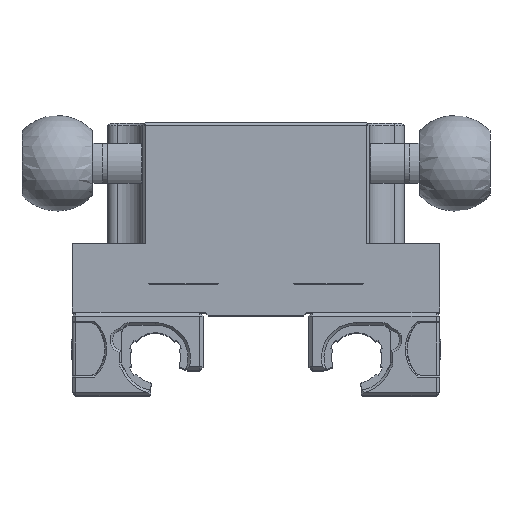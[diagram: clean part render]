
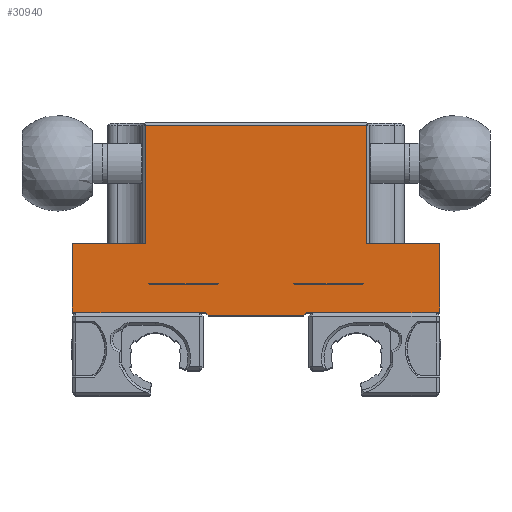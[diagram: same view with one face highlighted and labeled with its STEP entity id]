
A CAD part, top view. The second image highlights one B-rep face of the part: STEP entity #30940.
In plain terms, the highlighted planar face has unit normal (0, 0, 1).
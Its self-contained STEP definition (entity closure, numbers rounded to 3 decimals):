
#910=PLANE('',#32750);
#2041=FACE_BOUND('',#3962,.T.);
#2042=FACE_BOUND('',#3963,.T.);
#2225=FACE_OUTER_BOUND('',#3961,.T.);
#3961=EDGE_LOOP('',(#20101,#20102,#20103,#20104,#20105,#20106,#20107,#20108,
#20109,#20110,#20111,#20112,#20113,#20114,#20115,#20116,#20117,#20118,#20119,
#20120));
#3962=EDGE_LOOP('',(#20121,#20122,#20123,#20124));
#3963=EDGE_LOOP('',(#20125,#20126,#20127,#20128));
#5816=LINE('',#42959,#8785);
#5823=LINE('',#42984,#8792);
#5834=LINE('',#43010,#8803);
#5838=LINE('',#43020,#8807);
#5846=LINE('',#43041,#8815);
#5850=LINE('',#43048,#8819);
#5852=LINE('',#43055,#8821);
#5879=LINE('',#43109,#8848);
#5881=LINE('',#43112,#8850);
#5884=LINE('',#43126,#8853);
#5898=LINE('',#43182,#8867);
#5899=LINE('',#43184,#8868);
#5900=LINE('',#43188,#8869);
#5901=LINE('',#43190,#8870);
#5902=LINE('',#43192,#8871);
#5903=LINE('',#43194,#8872);
#5904=LINE('',#43196,#8873);
#5905=LINE('',#43198,#8874);
#5906=LINE('',#43200,#8875);
#5907=LINE('',#43202,#8876);
#5908=LINE('',#43203,#8877);
#5909=LINE('',#43205,#8878);
#5910=LINE('',#43206,#8879);
#5911=LINE('',#43207,#8880);
#8785=VECTOR('',#35182,1000.);
#8792=VECTOR('',#35201,1000.);
#8803=VECTOR('',#35218,1000.);
#8807=VECTOR('',#35224,1000.);
#8815=VECTOR('',#35240,1000.);
#8819=VECTOR('',#35246,1000.);
#8821=VECTOR('',#35254,1000.);
#8848=VECTOR('',#35283,1000.);
#8850=VECTOR('',#35287,1000.);
#8853=VECTOR('',#35302,1000.);
#8867=VECTOR('',#35342,1000.);
#8868=VECTOR('',#35345,1000.);
#8869=VECTOR('',#35348,1000.);
#8870=VECTOR('',#35349,1000.);
#8871=VECTOR('',#35350,1000.);
#8872=VECTOR('',#35351,1000.);
#8873=VECTOR('',#35352,1000.);
#8874=VECTOR('',#35353,1000.);
#8875=VECTOR('',#35354,1000.);
#8876=VECTOR('',#35355,1000.);
#8877=VECTOR('',#35356,1000.);
#8878=VECTOR('',#35357,1000.);
#8879=VECTOR('',#35358,1000.);
#8880=VECTOR('',#35359,1000.);
#11775=CIRCLE('',#32713,0.3);
#11777=CIRCLE('',#32723,0.3);
#11788=CIRCLE('',#32745,0.3);
#11791=CIRCLE('',#32751,0.3);
#12645=VERTEX_POINT('',#42953);
#12647=VERTEX_POINT('',#42957);
#12650=VERTEX_POINT('',#42964);
#12651=VERTEX_POINT('',#42966);
#12658=VERTEX_POINT('',#42981);
#12659=VERTEX_POINT('',#42983);
#12665=VERTEX_POINT('',#42996);
#12671=VERTEX_POINT('',#43008);
#12675=VERTEX_POINT('',#43017);
#12676=VERTEX_POINT('',#43019);
#12680=VERTEX_POINT('',#43029);
#12683=VERTEX_POINT('',#43034);
#12684=VERTEX_POINT('',#43038);
#12687=VERTEX_POINT('',#43045);
#12715=VERTEX_POINT('',#43107);
#12720=VERTEX_POINT('',#43124);
#12728=VERTEX_POINT('',#43155);
#12737=VERTEX_POINT('',#43180);
#12738=VERTEX_POINT('',#43185);
#12739=VERTEX_POINT('',#43187);
#12740=VERTEX_POINT('',#43189);
#12741=VERTEX_POINT('',#43191);
#12742=VERTEX_POINT('',#43193);
#12743=VERTEX_POINT('',#43195);
#12744=VERTEX_POINT('',#43197);
#12745=VERTEX_POINT('',#43199);
#12746=VERTEX_POINT('',#43201);
#12747=VERTEX_POINT('',#43204);
#15481=EDGE_CURVE('',#12647,#12645,#5816,.T.);
#15484=EDGE_CURVE('',#12650,#12651,#11775,.T.);
#15492=EDGE_CURVE('',#12658,#12659,#5823,.T.);
#15505=EDGE_CURVE('',#12671,#12665,#5834,.T.);
#15509=EDGE_CURVE('',#12675,#12676,#5838,.T.);
#15517=EDGE_CURVE('',#12683,#12680,#11777,.T.);
#15519=EDGE_CURVE('',#12683,#12684,#5846,.T.);
#15523=EDGE_CURVE('',#12687,#12645,#5850,.T.);
#15527=EDGE_CURVE('',#12647,#12651,#5852,.T.);
#15554=EDGE_CURVE('',#12650,#12715,#5879,.T.);
#15556=EDGE_CURVE('',#12658,#12665,#5881,.T.);
#15563=EDGE_CURVE('',#12675,#12720,#5884,.T.);
#15571=EDGE_CURVE('',#12684,#12728,#11788,.T.);
#15586=EDGE_CURVE('',#12737,#12687,#5898,.T.);
#15587=EDGE_CURVE('',#12737,#12728,#5899,.T.);
#15588=EDGE_CURVE('',#12738,#12715,#11791,.T.);
#15589=EDGE_CURVE('',#12738,#12739,#5900,.T.);
#15590=EDGE_CURVE('',#12740,#12739,#5901,.T.);
#15591=EDGE_CURVE('',#12740,#12741,#5902,.T.);
#15592=EDGE_CURVE('',#12741,#12742,#5903,.T.);
#15593=EDGE_CURVE('',#12743,#12742,#5904,.T.);
#15594=EDGE_CURVE('',#12743,#12744,#5905,.T.);
#15595=EDGE_CURVE('',#12744,#12745,#5906,.T.);
#15596=EDGE_CURVE('',#12745,#12746,#5907,.T.);
#15597=EDGE_CURVE('',#12746,#12680,#5908,.T.);
#15598=EDGE_CURVE('',#12747,#12720,#5909,.T.);
#15599=EDGE_CURVE('',#12747,#12676,#5910,.T.);
#15600=EDGE_CURVE('',#12671,#12659,#5911,.T.);
#20101=ORIENTED_EDGE('',*,*,#15517,.F.);
#20102=ORIENTED_EDGE('',*,*,#15519,.T.);
#20103=ORIENTED_EDGE('',*,*,#15571,.T.);
#20104=ORIENTED_EDGE('',*,*,#15587,.F.);
#20105=ORIENTED_EDGE('',*,*,#15586,.T.);
#20106=ORIENTED_EDGE('',*,*,#15523,.T.);
#20107=ORIENTED_EDGE('',*,*,#15481,.F.);
#20108=ORIENTED_EDGE('',*,*,#15527,.T.);
#20109=ORIENTED_EDGE('',*,*,#15484,.F.);
#20110=ORIENTED_EDGE('',*,*,#15554,.T.);
#20111=ORIENTED_EDGE('',*,*,#15588,.F.);
#20112=ORIENTED_EDGE('',*,*,#15589,.T.);
#20113=ORIENTED_EDGE('',*,*,#15590,.F.);
#20114=ORIENTED_EDGE('',*,*,#15591,.T.);
#20115=ORIENTED_EDGE('',*,*,#15592,.T.);
#20116=ORIENTED_EDGE('',*,*,#15593,.F.);
#20117=ORIENTED_EDGE('',*,*,#15594,.T.);
#20118=ORIENTED_EDGE('',*,*,#15595,.T.);
#20119=ORIENTED_EDGE('',*,*,#15596,.T.);
#20120=ORIENTED_EDGE('',*,*,#15597,.T.);
#20121=ORIENTED_EDGE('',*,*,#15509,.F.);
#20122=ORIENTED_EDGE('',*,*,#15563,.T.);
#20123=ORIENTED_EDGE('',*,*,#15598,.F.);
#20124=ORIENTED_EDGE('',*,*,#15599,.T.);
#20125=ORIENTED_EDGE('',*,*,#15600,.T.);
#20126=ORIENTED_EDGE('',*,*,#15492,.F.);
#20127=ORIENTED_EDGE('',*,*,#15556,.T.);
#20128=ORIENTED_EDGE('',*,*,#15505,.F.);
#30940=ADVANCED_FACE('',(#2225,#2041,#2042),#910,.T.);
#32713=AXIS2_PLACEMENT_3D('',#42967,#35188,#35189);
#32723=AXIS2_PLACEMENT_3D('',#43036,#35235,#35236);
#32745=AXIS2_PLACEMENT_3D('',#43156,#35320,#35321);
#32750=AXIS2_PLACEMENT_3D('',#43183,#35343,#35344);
#32751=AXIS2_PLACEMENT_3D('',#43186,#35346,#35347);
#35182=DIRECTION('',(-0.707,-0.707,0.));
#35188=DIRECTION('center_axis',(0.,0.,-1.));
#35189=DIRECTION('ref_axis',(1.,0.,0.));
#35201=DIRECTION('',(0.707,0.707,0.));
#35218=DIRECTION('',(0.707,-0.707,0.));
#35224=DIRECTION('',(0.707,0.707,0.));
#35235=DIRECTION('center_axis',(0.,0.,-1.));
#35236=DIRECTION('ref_axis',(-1.,0.,0.));
#35240=DIRECTION('',(0.,-1.,0.));
#35246=DIRECTION('',(1.,0.,0.));
#35254=DIRECTION('',(1.,0.,0.));
#35283=DIRECTION('',(0.,1.,0.));
#35287=DIRECTION('',(-1.,0.,0.));
#35302=DIRECTION('',(-1.,0.,0.));
#35320=DIRECTION('center_axis',(0.,0.,1.));
#35321=DIRECTION('ref_axis',(-1.,0.,0.));
#35342=DIRECTION('',(0.707,-0.707,0.));
#35343=DIRECTION('center_axis',(0.,0.,1.));
#35344=DIRECTION('ref_axis',(1.,0.,0.));
#35345=DIRECTION('',(-1.,0.,0.));
#35346=DIRECTION('center_axis',(0.,0.,-1.));
#35347=DIRECTION('ref_axis',(-1.,0.,0.));
#35348=DIRECTION('',(1.,0.,0.));
#35349=DIRECTION('',(0.,-1.,0.));
#35350=DIRECTION('',(-1.,0.,0.));
#35351=DIRECTION('',(0.,1.,0.));
#35352=DIRECTION('',(1.,0.,0.));
#35353=DIRECTION('',(0.,-1.,0.));
#35354=DIRECTION('',(-1.,0.,0.));
#35355=DIRECTION('',(0.,-1.,0.));
#35356=DIRECTION('',(1.,0.,0.));
#35357=DIRECTION('',(0.707,-0.707,0.));
#35358=DIRECTION('',(1.,0.,0.));
#35359=DIRECTION('',(1.,0.,0.));
#42953=CARTESIAN_POINT('',(9.5,-0.5,50.));
#42957=CARTESIAN_POINT('',(10.,0.,50.));
#42959=CARTESIAN_POINT('',(9.5,-0.5,50.));
#42964=CARTESIAN_POINT('',(36.5,0.3,50.));
#42966=CARTESIAN_POINT('',(36.2,0.,50.));
#42967=CARTESIAN_POINT('Origin',(36.2,0.3,50.));
#42981=CARTESIAN_POINT('',(21.12,5.5,50.));
#42983=CARTESIAN_POINT('',(21.32,5.7,50.));
#42984=CARTESIAN_POINT('',(21.5,5.88,50.));
#42996=CARTESIAN_POINT('',(7.7,5.5,50.));
#43008=CARTESIAN_POINT('',(7.5,5.7,50.));
#43010=CARTESIAN_POINT('',(7.7,5.5,50.));
#43017=CARTESIAN_POINT('',(-7.7,5.5,50.));
#43019=CARTESIAN_POINT('',(-7.5,5.7,50.));
#43020=CARTESIAN_POINT('',(-7.5,5.7,50.));
#43029=CARTESIAN_POINT('',(-36.493,5.7,50.));
#43034=CARTESIAN_POINT('',(-36.5,5.636,50.));
#43036=CARTESIAN_POINT('Origin',(-36.2,5.636,50.));
#43038=CARTESIAN_POINT('',(-36.5,0.3,50.));
#43041=CARTESIAN_POINT('',(-36.5,2.658,50.));
#43045=CARTESIAN_POINT('',(-9.5,-0.5,50.));
#43048=CARTESIAN_POINT('',(0.,-0.5,50.));
#43055=CARTESIAN_POINT('',(0.,0.,
50.));
#43107=CARTESIAN_POINT('',(36.5,5.636,50.));
#43109=CARTESIAN_POINT('',(36.5,2.658,50.));
#43112=CARTESIAN_POINT('',(0.,5.5,50.));
#43124=CARTESIAN_POINT('',(-21.12,5.5,50.));
#43126=CARTESIAN_POINT('',(0.,5.5,50.));
#43155=CARTESIAN_POINT('',(-36.2,0.,50.));
#43156=CARTESIAN_POINT('Origin',(-36.2,0.3,50.));
#43180=CARTESIAN_POINT('',(-10.,0.,50.));
#43182=CARTESIAN_POINT('',(-10.,0.,50.));
#43183=CARTESIAN_POINT('Origin',(0.,2.658,
50.));
#43184=CARTESIAN_POINT('',(-36.5,0.,50.));
#43185=CARTESIAN_POINT('',(36.493,5.7,50.));
#43186=CARTESIAN_POINT('Origin',(36.2,5.636,50.));
#43187=CARTESIAN_POINT('',(36.5,5.7,50.));
#43188=CARTESIAN_POINT('',(0.,5.7,50.));
#43189=CARTESIAN_POINT('',(36.5,13.7,50.));
#43190=CARTESIAN_POINT('',(36.5,5.7,50.));
#43191=CARTESIAN_POINT('',(22.,13.7,50.));
#43192=CARTESIAN_POINT('',(36.5,13.7,50.));
#43193=CARTESIAN_POINT('',(22.,37.2,50.));
#43194=CARTESIAN_POINT('',(22.,13.7,50.));
#43195=CARTESIAN_POINT('',(-22.,37.2,50.));
#43196=CARTESIAN_POINT('',(-11.25,37.2,50.));
#43197=CARTESIAN_POINT('',(-22.,13.7,50.));
#43198=CARTESIAN_POINT('',(-22.,13.7,50.));
#43199=CARTESIAN_POINT('',(-36.5,13.7,50.));
#43200=CARTESIAN_POINT('',(36.5,13.7,50.));
#43201=CARTESIAN_POINT('',(-36.5,5.7,50.));
#43202=CARTESIAN_POINT('',(-36.5,5.7,50.));
#43203=CARTESIAN_POINT('',(0.,5.7,50.));
#43204=CARTESIAN_POINT('',(-21.32,5.7,50.));
#43205=CARTESIAN_POINT('',(-21.12,5.5,50.));
#43206=CARTESIAN_POINT('',(0.,5.7,50.));
#43207=CARTESIAN_POINT('',(0.,5.7,50.));
